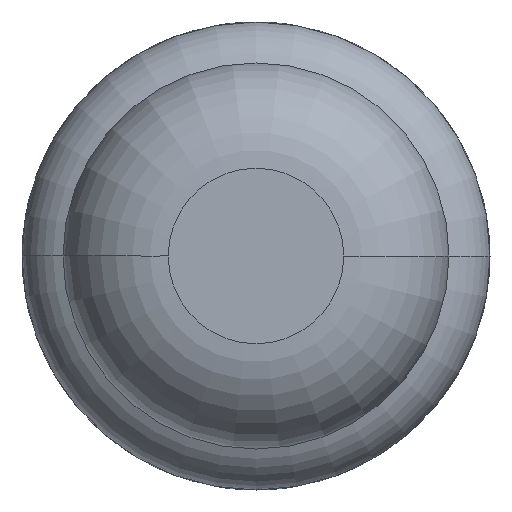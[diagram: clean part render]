
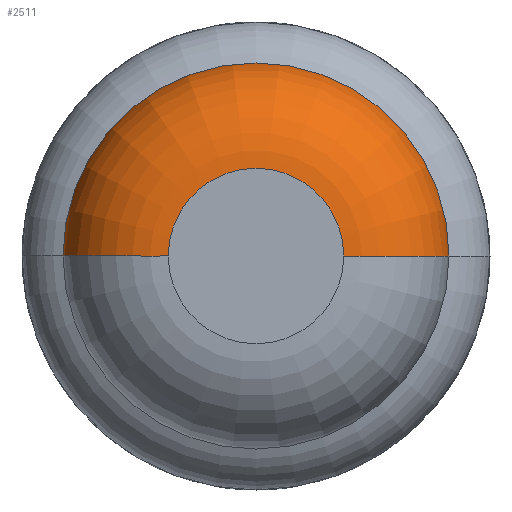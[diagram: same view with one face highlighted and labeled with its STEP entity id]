
A CAD part, front view. The second image highlights one B-rep face of the part: STEP entity #2511.
In plain terms, the highlighted toroidal (fillet/blend) face has major radius 0.375 mm and minor radius 0.45 mm.
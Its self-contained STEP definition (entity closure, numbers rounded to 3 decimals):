
#133 = ORIENTED_EDGE ( 'NONE', *, *, #162, .T. ) ;
#162 = EDGE_CURVE ( 'Defeature ausgef�hrt1_35+Defeature ausgef�hrt1_36+Defeature ausgef�hrt1_36+Defeature ausgef�hrt1_36', #611, #3635, #4634, .T. ) ;
#171 = DIRECTION ( 'NONE',  ( 0., 0., 1. ) ) ;
#261 = DIRECTION ( 'NONE',  ( 1., 0., 0. ) ) ;
#531 = ORIENTED_EDGE ( 'NONE', *, *, #2184, .F. ) ;
#562 = DIRECTION ( 'NONE',  ( 1., 0., 0. ) ) ;
#611 = VERTEX_POINT ( 'NONE', #4787 ) ;
#613 = AXIS2_PLACEMENT_3D ( 'NONE', #3473, #3887, #2771 ) ;
#959 = VERTEX_POINT ( 'NONE', #3214 ) ;
#968 = CARTESIAN_POINT ( 'NONE',  ( 0.375, -32., 0. ) ) ;
#1028 = CARTESIAN_POINT ( 'NONE',  ( -0.825, -31.55, 0. ) ) ;
#1105 = DIRECTION ( 'NONE',  ( 0., 0., -1. ) ) ;
#1108 = VERTEX_POINT ( 'NONE', #968 ) ;
#1349 = TOROIDAL_SURFACE ( 'NONE', #3028, 0.375, 0.45 ) ;
#1713 = CIRCLE ( 'NONE', #613, 0.375 ) ;
#1822 = CARTESIAN_POINT ( 'NONE',  ( 0., -31.55, 0. ) ) ;
#2100 = CARTESIAN_POINT ( 'NONE',  ( -0.375, -31.55, 0. ) ) ;
#2184 = EDGE_CURVE ( 'Defeature ausgef�hrt1_34+Defeature ausgef�hrt1_35+Defeature ausgef�hrt1_35+Defeature ausgef�hrt1_35', #1108, #959, #1713, .T. ) ;
#2225 = DIRECTION ( 'NONE',  ( 1., 0., 0. ) ) ;
#2511 = ADVANCED_FACE ( 'Defeature ausgef�hrt1_35', ( #4173 ), #1349, .T. ) ;
#2771 = DIRECTION ( 'NONE',  ( 1., 0., 0. ) ) ;
#2833 = ORIENTED_EDGE ( 'NONE', *, *, #4305, .F. ) ;
#2980 = ORIENTED_EDGE ( 'NONE', *, *, #4484, .T. ) ;
#3016 = AXIS2_PLACEMENT_3D ( 'NONE', #1822, #4499, #2225 ) ;
#3028 = AXIS2_PLACEMENT_3D ( 'NONE', #4873, #3369, #261 ) ;
#3214 = CARTESIAN_POINT ( 'NONE',  ( -0.375, -32., 0. ) ) ;
#3369 = DIRECTION ( 'NONE',  ( 0., -1., 0. ) ) ;
#3473 = CARTESIAN_POINT ( 'NONE',  ( 0., -32., 0. ) ) ;
#3512 = AXIS2_PLACEMENT_3D ( 'NONE', #4531, #1105, #4171 ) ;
#3635 = VERTEX_POINT ( 'NONE', #1028 ) ;
#3764 = CIRCLE ( 'NONE', #3512, 0.45 ) ;
#3887 = DIRECTION ( 'NONE',  ( 0., -1., 0. ) ) ;
#4087 = AXIS2_PLACEMENT_3D ( 'NONE', #2100, #171, #562 ) ;
#4171 = DIRECTION ( 'NONE',  ( -1., 0., 0. ) ) ;
#4173 = FACE_OUTER_BOUND ( 'NONE', #4426, .T. ) ;
#4305 = EDGE_CURVE ( 'NONE', #611, #1108, #3764, .T. ) ;
#4426 = EDGE_LOOP ( 'NONE', ( #133, #2980, #531, #2833 ) ) ;
#4484 = EDGE_CURVE ( 'NONE', #3635, #959, #4969, .T. ) ;
#4499 = DIRECTION ( 'NONE',  ( 0., -1., 0. ) ) ;
#4531 = CARTESIAN_POINT ( 'NONE',  ( 0.375, -31.55, 0. ) ) ;
#4634 = CIRCLE ( 'NONE', #3016, 0.825 ) ;
#4787 = CARTESIAN_POINT ( 'NONE',  ( 0.825, -31.55, 0. ) ) ;
#4873 = CARTESIAN_POINT ( 'NONE',  ( 0., -31.55, 0. ) ) ;
#4969 = CIRCLE ( 'NONE', #4087, 0.45 ) ;
